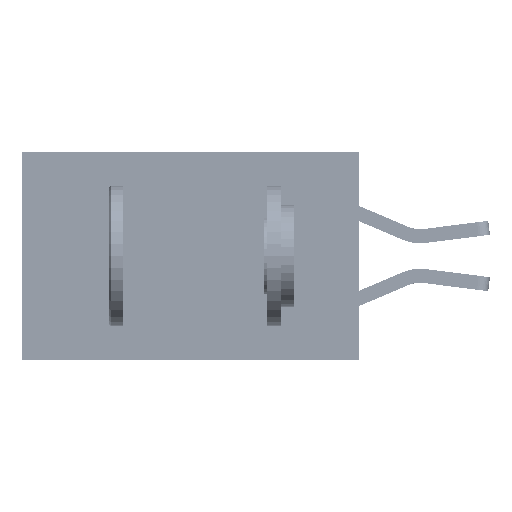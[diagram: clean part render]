
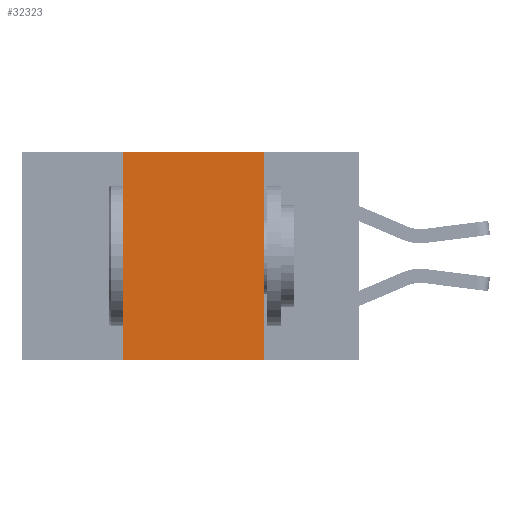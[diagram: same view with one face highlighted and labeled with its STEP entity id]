
A CAD part, left-side view. The second image highlights one B-rep face of the part: STEP entity #32323.
In plain terms, the highlighted planar face has unit normal (-1, 0, 0).
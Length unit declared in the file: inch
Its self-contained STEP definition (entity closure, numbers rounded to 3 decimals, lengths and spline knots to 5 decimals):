
#191 = CARTESIAN_POINT ( 'NONE',  ( 0., 0.42, 0. ) ) ;
#865 = VECTOR ( 'NONE', #6854, 39.37008 ) ;
#3406 = VERTEX_POINT ( 'NONE', #16623 ) ;
#3873 = DIRECTION ( 'NONE',  ( 0., 0., -1. ) ) ;
#4862 = CARTESIAN_POINT ( 'NONE',  ( 0., 0.17, -0.37 ) ) ;
#5076 = EDGE_CURVE ( 'NONE', #3406, #23130, #23318, .T. ) ;
#6141 = EDGE_CURVE ( 'NONE', #23130, #26561, #23283, .T. ) ;
#6854 = DIRECTION ( 'NONE',  ( 0., 0., 1. ) ) ;
#7017 = PLANE ( 'NONE',  #31903 ) ;
#7541 = VERTEX_POINT ( 'NONE', #4862 ) ;
#9519 = LINE ( 'NONE', #37609, #34625 ) ;
#10976 = CARTESIAN_POINT ( 'NONE',  ( 0., 0.42, 0. ) ) ;
#13415 = ORIENTED_EDGE ( 'NONE', *, *, #5076, .F. ) ;
#16623 = CARTESIAN_POINT ( 'NONE',  ( 0., 0.42, -0.37 ) ) ;
#17077 = CARTESIAN_POINT ( 'NONE',  ( 0., 0.6, 0. ) ) ;
#18652 = LINE ( 'NONE', #29306, #35313 ) ;
#18989 = EDGE_LOOP ( 'NONE', ( #25470, #42303, #13415, #24194 ) ) ;
#22028 = DIRECTION ( 'NONE',  ( 0., -1., 0. ) ) ;
#23130 = VERTEX_POINT ( 'NONE', #10976 ) ;
#23283 = LINE ( 'NONE', #38503, #33217 ) ;
#23318 = LINE ( 'NONE', #191, #865 ) ;
#24194 = ORIENTED_EDGE ( 'NONE', *, *, #32437, .T. ) ;
#25082 = DIRECTION ( 'NONE',  ( 0., 0., -1. ) ) ;
#25470 = ORIENTED_EDGE ( 'NONE', *, *, #25684, .F. ) ;
#25684 = EDGE_CURVE ( 'NONE', #26561, #7541, #9519, .T. ) ;
#26561 = VERTEX_POINT ( 'NONE', #30692 ) ;
#29306 = CARTESIAN_POINT ( 'NONE',  ( 0., 0.6, -0.37 ) ) ;
#30628 = FACE_OUTER_BOUND ( 'NONE', #18989, .T. ) ;
#30692 = CARTESIAN_POINT ( 'NONE',  ( 0., 0.17, 0. ) ) ;
#31903 = AXIS2_PLACEMENT_3D ( 'NONE', #17077, #40461, #3873 ) ;
#32323 = ADVANCED_FACE ( 'NONE', ( #30628 ), #7017, .F. ) ;
#32437 = EDGE_CURVE ( 'NONE', #3406, #7541, #18652, .T. ) ;
#33217 = VECTOR ( 'NONE', #22028, 39.37008 ) ;
#34087 = DIRECTION ( 'NONE',  ( 0., -1., 0. ) ) ;
#34625 = VECTOR ( 'NONE', #25082, 39.37008 ) ;
#35313 = VECTOR ( 'NONE', #34087, 39.37008 ) ;
#37609 = CARTESIAN_POINT ( 'NONE',  ( 0., 0.17, 0. ) ) ;
#38503 = CARTESIAN_POINT ( 'NONE',  ( 0., 0.6, 0. ) ) ;
#40461 = DIRECTION ( 'NONE',  ( 1., 0., 0. ) ) ;
#42303 = ORIENTED_EDGE ( 'NONE', *, *, #6141, .F. ) ;
